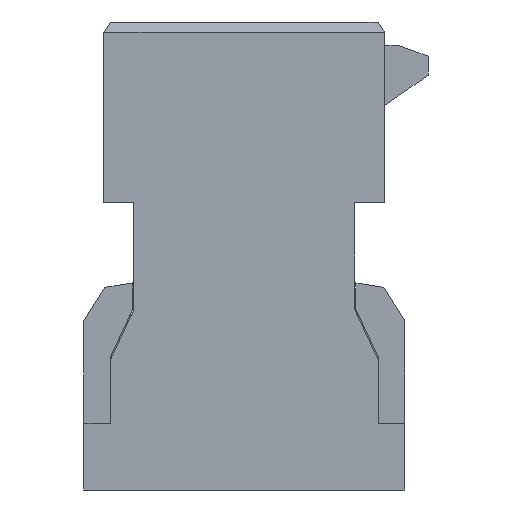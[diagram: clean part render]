
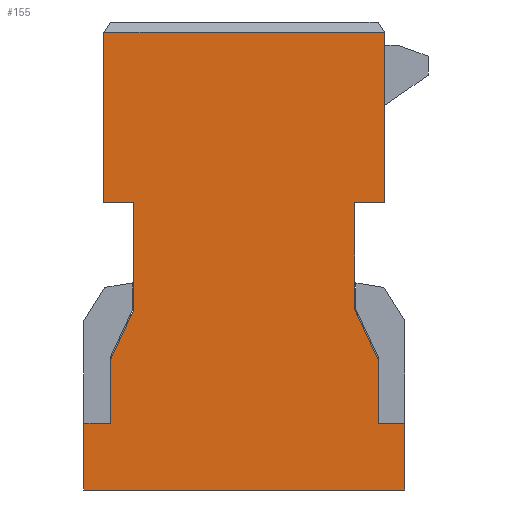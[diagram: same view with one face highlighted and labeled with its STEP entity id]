
A CAD part, left-side view. The second image highlights one B-rep face of the part: STEP entity #155.
In plain terms, the highlighted planar face has unit normal (-1, 0, 0).
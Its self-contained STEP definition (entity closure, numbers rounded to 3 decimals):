
#20=CARTESIAN_POINT('',(-12.1,0.,3.843));
#21=DIRECTION('',(0.,-1.,0.));
#22=DIRECTION('',(-1.,0.,0.));
#23=AXIS2_PLACEMENT_3D('',#20,#22,#21);
#24=PLANE('',#23);
#25=CARTESIAN_POINT('',(-12.1,-1.65,4.3));
#26=VERTEX_POINT('',#25);
#27=CARTESIAN_POINT('',(-12.1,-2.1,4.3));
#28=VERTEX_POINT('',#27);
#29=CARTESIAN_POINT('',(-12.1,-1.65,4.3));
#30=DIRECTION('',(0.,-1.,0.));
#31=VECTOR('',#30,0.45);
#32=LINE('',#29,#31);
#33=EDGE_CURVE('',#26,#28,#32,.T.);
#34=ORIENTED_EDGE('',*,*,#33,.T.);
#35=CARTESIAN_POINT('',(-12.1,-2.1,6.85));
#36=VERTEX_POINT('',#35);
#37=CARTESIAN_POINT('',(-12.1,-2.1,4.3));
#38=DIRECTION('',(0.,0.,1.));
#39=VECTOR('',#38,2.55);
#40=LINE('',#37,#39);
#41=EDGE_CURVE('',#28,#36,#40,.T.);
#42=ORIENTED_EDGE('',*,*,#41,.T.);
#43=CARTESIAN_POINT('',(-12.1,2.1,6.85));
#44=VERTEX_POINT('',#43);
#45=CARTESIAN_POINT('',(-12.1,-2.1,6.85));
#46=DIRECTION('',(0.,1.,0.));
#47=VECTOR('',#46,4.2);
#48=LINE('',#45,#47);
#49=EDGE_CURVE('',#36,#44,#48,.T.);
#50=ORIENTED_EDGE('',*,*,#49,.T.);
#51=CARTESIAN_POINT('',(-12.1,2.1,4.3));
#52=VERTEX_POINT('',#51);
#53=CARTESIAN_POINT('',(-12.1,2.1,6.85));
#54=DIRECTION('',(0.,0.,-1.));
#55=VECTOR('',#54,2.55);
#56=LINE('',#53,#55);
#57=EDGE_CURVE('',#44,#52,#56,.T.);
#58=ORIENTED_EDGE('',*,*,#57,.T.);
#59=CARTESIAN_POINT('',(-12.1,1.65,4.3));
#60=VERTEX_POINT('',#59);
#61=CARTESIAN_POINT('',(-12.1,2.1,4.3));
#62=DIRECTION('',(0.,-1.,0.));
#63=VECTOR('',#62,0.45);
#64=LINE('',#61,#63);
#65=EDGE_CURVE('',#52,#60,#64,.T.);
#66=ORIENTED_EDGE('',*,*,#65,.T.);
#67=CARTESIAN_POINT('',(-12.1,1.65,2.7));
#68=VERTEX_POINT('',#67);
#69=CARTESIAN_POINT('',(-12.1,1.65,4.3));
#70=DIRECTION('',(0.,0.,-1.));
#71=VECTOR('',#70,1.6);
#72=LINE('',#69,#71);
#73=EDGE_CURVE('',#60,#68,#72,.T.);
#74=ORIENTED_EDGE('',*,*,#73,.T.);
#75=CARTESIAN_POINT('',(-12.1,2.,1.949));
#76=VERTEX_POINT('',#75);
#77=CARTESIAN_POINT('',(-12.1,1.65,2.7));
#78=DIRECTION('',(0.,0.423,-0.906));
#79=VECTOR('',#78,0.828);
#80=LINE('',#77,#79);
#81=EDGE_CURVE('',#68,#76,#80,.T.);
#82=ORIENTED_EDGE('',*,*,#81,.T.);
#83=CARTESIAN_POINT('',(-12.1,2.,1.));
#84=VERTEX_POINT('',#83);
#85=CARTESIAN_POINT('',(-12.1,2.,1.949));
#86=DIRECTION('',(0.,0.,-1.));
#87=VECTOR('',#86,0.949);
#88=LINE('',#85,#87);
#89=EDGE_CURVE('',#76,#84,#88,.T.);
#90=ORIENTED_EDGE('',*,*,#89,.T.);
#91=CARTESIAN_POINT('',(-12.1,2.4,1.));
#92=VERTEX_POINT('',#91);
#93=CARTESIAN_POINT('',(-12.1,2.,1.));
#94=DIRECTION('',(0.,1.,0.));
#95=VECTOR('',#94,0.4);
#96=LINE('',#93,#95);
#97=EDGE_CURVE('',#84,#92,#96,.T.);
#98=ORIENTED_EDGE('',*,*,#97,.T.);
#99=CARTESIAN_POINT('',(-12.1,2.4,0.));
#100=VERTEX_POINT('',#99);
#101=CARTESIAN_POINT('',(-12.1,2.4,1.));
#102=DIRECTION('',(0.,0.,-1.));
#103=VECTOR('',#102,1.);
#104=LINE('',#101,#103);
#105=EDGE_CURVE('',#92,#100,#104,.T.);
#106=ORIENTED_EDGE('',*,*,#105,.T.);
#107=CARTESIAN_POINT('',(-12.1,-2.4,0.));
#108=VERTEX_POINT('',#107);
#109=CARTESIAN_POINT('',(-12.1,2.4,0.));
#110=DIRECTION('',(0.,-1.,0.));
#111=VECTOR('',#110,4.8);
#112=LINE('',#109,#111);
#113=EDGE_CURVE('',#100,#108,#112,.T.);
#114=ORIENTED_EDGE('',*,*,#113,.T.);
#115=CARTESIAN_POINT('',(-12.1,-2.4,1.));
#116=VERTEX_POINT('',#115);
#117=CARTESIAN_POINT('',(-12.1,-2.4,0.));
#118=DIRECTION('',(0.,0.,1.));
#119=VECTOR('',#118,1.);
#120=LINE('',#117,#119);
#121=EDGE_CURVE('',#108,#116,#120,.T.);
#122=ORIENTED_EDGE('',*,*,#121,.T.);
#123=CARTESIAN_POINT('',(-12.1,-2.,1.));
#124=VERTEX_POINT('',#123);
#125=CARTESIAN_POINT('',(-12.1,-2.4,1.));
#126=DIRECTION('',(0.,1.,0.));
#127=VECTOR('',#126,0.4);
#128=LINE('',#125,#127);
#129=EDGE_CURVE('',#116,#124,#128,.T.);
#130=ORIENTED_EDGE('',*,*,#129,.T.);
#131=CARTESIAN_POINT('',(-12.1,-2.,1.949));
#132=VERTEX_POINT('',#131);
#133=CARTESIAN_POINT('',(-12.1,-2.,1.));
#134=DIRECTION('',(0.,0.,1.));
#135=VECTOR('',#134,0.949);
#136=LINE('',#133,#135);
#137=EDGE_CURVE('',#124,#132,#136,.T.);
#138=ORIENTED_EDGE('',*,*,#137,.T.);
#139=CARTESIAN_POINT('',(-12.1,-1.65,2.7));
#140=VERTEX_POINT('',#139);
#141=CARTESIAN_POINT('',(-12.1,-2.,1.949));
#142=DIRECTION('',(0.,0.423,0.906));
#143=VECTOR('',#142,0.828);
#144=LINE('',#141,#143);
#145=EDGE_CURVE('',#132,#140,#144,.T.);
#146=ORIENTED_EDGE('',*,*,#145,.T.);
#147=CARTESIAN_POINT('',(-12.1,-1.65,2.7));
#148=DIRECTION('',(0.,0.,1.));
#149=VECTOR('',#148,1.6);
#150=LINE('',#147,#149);
#151=EDGE_CURVE('',#140,#26,#150,.T.);
#152=ORIENTED_EDGE('',*,*,#151,.T.);
#153=EDGE_LOOP('',(#34,#42,#50,#58,#66,#74,#82,#90,#98,#106,#114,#122,#130,#138,#146,#152));
#154=FACE_OUTER_BOUND('',#153,.T.);
#155=ADVANCED_FACE('',(#154),#24,.T.);
